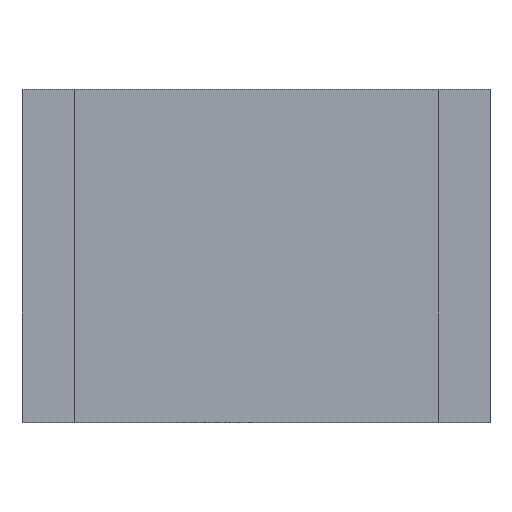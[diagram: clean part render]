
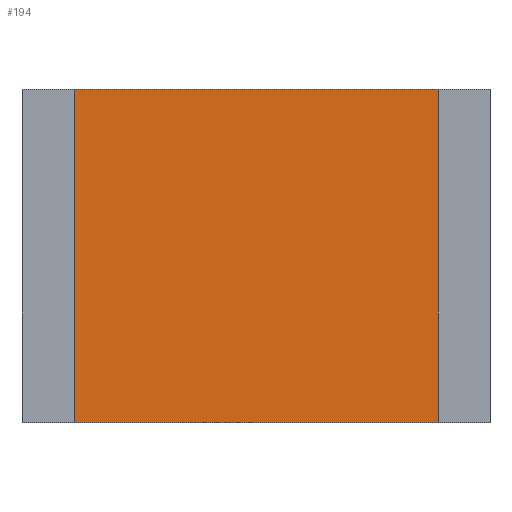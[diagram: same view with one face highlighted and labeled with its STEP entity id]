
A CAD part, top view. The second image highlights one B-rep face of the part: STEP entity #194.
In plain terms, the highlighted planar face has unit normal (0, 0, 1).
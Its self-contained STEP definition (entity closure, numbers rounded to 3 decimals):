
#27=VECTOR('',#28,1.);
#28=DIRECTION('',(0.,-1.,0.));
#71=DIRECTION('',(-1.,-0.,0.));
#101=DIRECTION('',(0.,0.,-1.));
#163=VECTOR('',#164,1.);
#164=DIRECTION('',(-1.,0.,0.));
#181=VERTEX_POINT('',#182);
#182=CARTESIAN_POINT('',(1.75,-1.6,1.425));
#185=EDGE_CURVE('',#186,#181,#188,.T.);
#186=VERTEX_POINT('',#187);
#187=CARTESIAN_POINT('',(1.75,1.6,1.425));
#188=LINE('',#187,#27);
#194=ADVANCED_FACE('',(#195),#211,.F.);
#195=FACE_BOUND('',#196,.F.);
#196=EDGE_LOOP('',(#197,#198,#203,#208));
#197=ORIENTED_EDGE('',*,*,#185,.T.);
#198=ORIENTED_EDGE('',*,*,#199,.T.);
#199=EDGE_CURVE('',#181,#200,#202,.T.);
#200=VERTEX_POINT('',#201);
#201=CARTESIAN_POINT('',(-1.75,-1.6,1.425));
#202=LINE('',#182,#163);
#203=ORIENTED_EDGE('',*,*,#204,.F.);
#204=EDGE_CURVE('',#205,#200,#207,.T.);
#205=VERTEX_POINT('',#206);
#206=CARTESIAN_POINT('',(-1.75,1.6,1.425));
#207=LINE('',#206,#27);
#208=ORIENTED_EDGE('',*,*,#209,.F.);
#209=EDGE_CURVE('',#186,#205,#210,.T.);
#210=LINE('',#187,#163);
#211=PLANE('',#212);
#212=AXIS2_PLACEMENT_3D('',#187,#101,#71);
